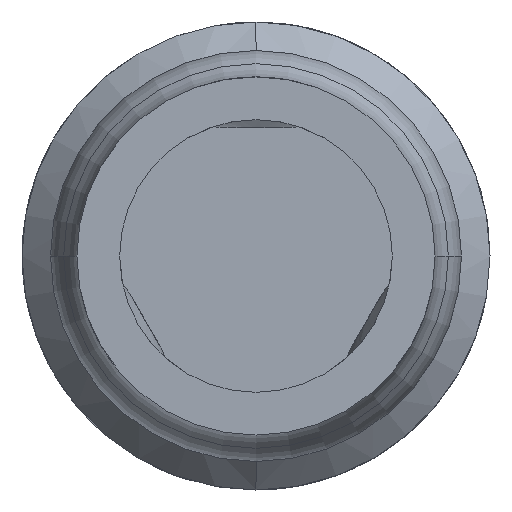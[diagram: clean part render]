
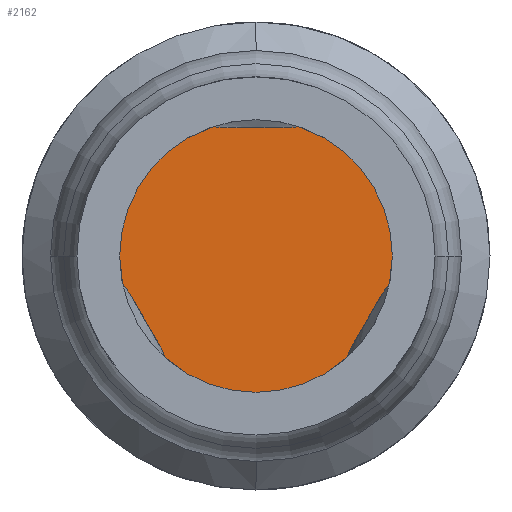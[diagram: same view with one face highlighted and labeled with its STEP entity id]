
A CAD part, front view. The second image highlights one B-rep face of the part: STEP entity #2162.
In plain terms, the highlighted planar face has unit normal (0, -1, 0).
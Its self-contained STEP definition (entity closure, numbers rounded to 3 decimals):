
#4 = CARTESIAN_POINT ( 'NONE',  ( 0., -25.35, 0. ) ) ;
#323 = CIRCLE ( 'NONE', #5008, 0.335 ) ;
#353 = CARTESIAN_POINT ( 'NONE',  ( -0.335, -25.35, 0. ) ) ;
#1557 = DIRECTION ( 'NONE',  ( 0., 1., 0. ) ) ;
#1672 = DIRECTION ( 'NONE',  ( -1., 0., 0. ) ) ;
#1942 = ORIENTED_EDGE ( 'NONE', *, *, #5065, .F. ) ;
#2015 = DIRECTION ( 'NONE',  ( -1., 0., 0. ) ) ;
#2162 = ADVANCED_FACE ( 'Defeature ausgef�hrt1_41', ( #3175 ), #2988, .F. ) ;
#2181 = AXIS2_PLACEMENT_3D ( 'NONE', #3939, #1557, #2015 ) ;
#2212 = CARTESIAN_POINT ( 'NONE',  ( 0., -25.35, 0. ) ) ;
#2748 = VERTEX_POINT ( 'NONE', #353 ) ;
#2781 = EDGE_CURVE ( 'Defeature ausgef�hrt1_0+Defeature ausgef�hrt1_41+Defeature ausgef�hrt1_41+Defeature ausgef�hrt1_41', #2748, #4163, #5853, .T. ) ;
#2988 = PLANE ( 'NONE',  #2181 ) ;
#3078 = AXIS2_PLACEMENT_3D ( 'NONE', #2212, #4110, #1672 ) ;
#3175 = FACE_OUTER_BOUND ( 'NONE', #5300, .T. ) ;
#3793 = DIRECTION ( 'NONE',  ( 0., 1., 0. ) ) ;
#3828 = CARTESIAN_POINT ( 'NONE',  ( 0.335, -25.35, 0. ) ) ;
#3939 = CARTESIAN_POINT ( 'NONE',  ( 0., -25.35, 0. ) ) ;
#4110 = DIRECTION ( 'NONE',  ( 0., 1., 0. ) ) ;
#4163 = VERTEX_POINT ( 'NONE', #3828 ) ;
#4984 = ORIENTED_EDGE ( 'NONE', *, *, #2781, .F. ) ;
#5008 = AXIS2_PLACEMENT_3D ( 'NONE', #4, #3793, #5711 ) ;
#5065 = EDGE_CURVE ( 'Defeature ausgef�hrt1_0+Defeature ausgef�hrt1_41+Defeature ausgef�hrt1_41+Defeature ausgef�hrt1_41', #4163, #2748, #323, .T. ) ;
#5300 = EDGE_LOOP ( 'NONE', ( #4984, #1942 ) ) ;
#5711 = DIRECTION ( 'NONE',  ( -1., 0., 0. ) ) ;
#5853 = CIRCLE ( 'NONE', #3078, 0.335 ) ;
